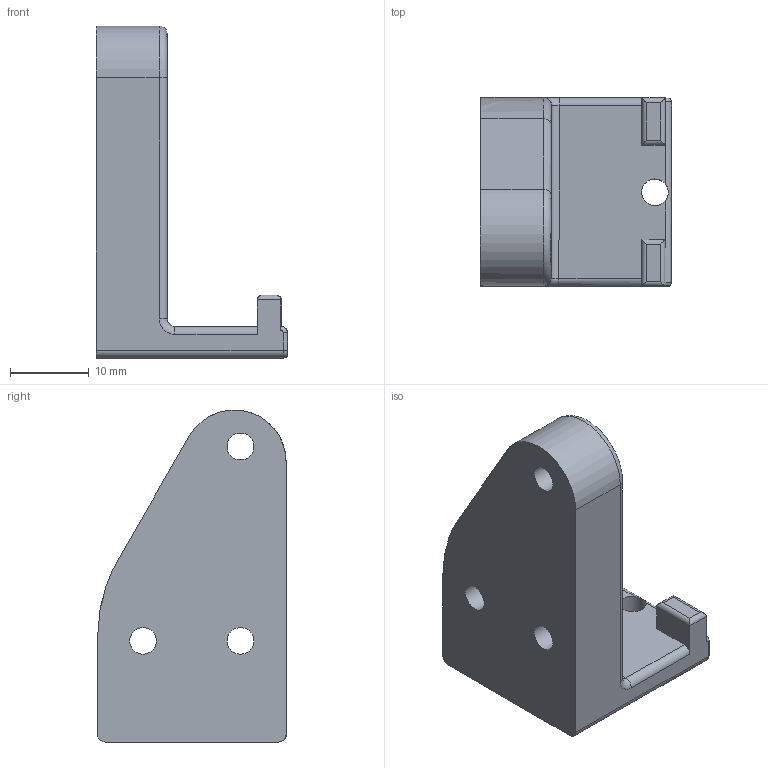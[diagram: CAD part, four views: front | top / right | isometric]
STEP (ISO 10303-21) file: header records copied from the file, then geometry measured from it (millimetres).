
FILE_DESCRIPTION(/* description */ (''),/* implementation_level */ '2;1');
FILE_NAME(/* name */ 'SFS 2.0 Bracket 1515.step',/* time_stamp */ '2024-01-09T19:51:18+01:00',/* author */ (''),/* organization */ (''),/* preprocessor_version */ 'ST-DEVELOPER v20',/* originating_system */ 'Autodesk Translation Framework v12.14.0.127',/* authorisation */ '');
FILE_SCHEMA (('AUTOMOTIVE_DESIGN { 1 0 10303 214 3 1 1 }'));
Length unit declared in the file: millimetre
Products named in the file (1): SFS 2.0 Bracket 1515
Bounding box: 24.36 x 24.06 x 42.27 mm (x, y, z)
Volume: 8420 mm3; surface area: 4055.3 mm2
Topology: 1 solids, 1 shells, 59 faces, 147 edges, 90 vertices
Faces by surface type: cylinder 28, plane 19, bspline 6, torus 6
Full cylindrical faces by diameter (mm): 3.4 x4, 6.3 x3
Entity records: 1898 total; most frequent: CARTESIAN_POINT 424, DIRECTION 313, ORIENTED_EDGE 294, EDGE_CURVE 147, AXIS2_PLACEMENT_3D 122, VERTEX_POINT 90, LINE 69, VECTOR 69
